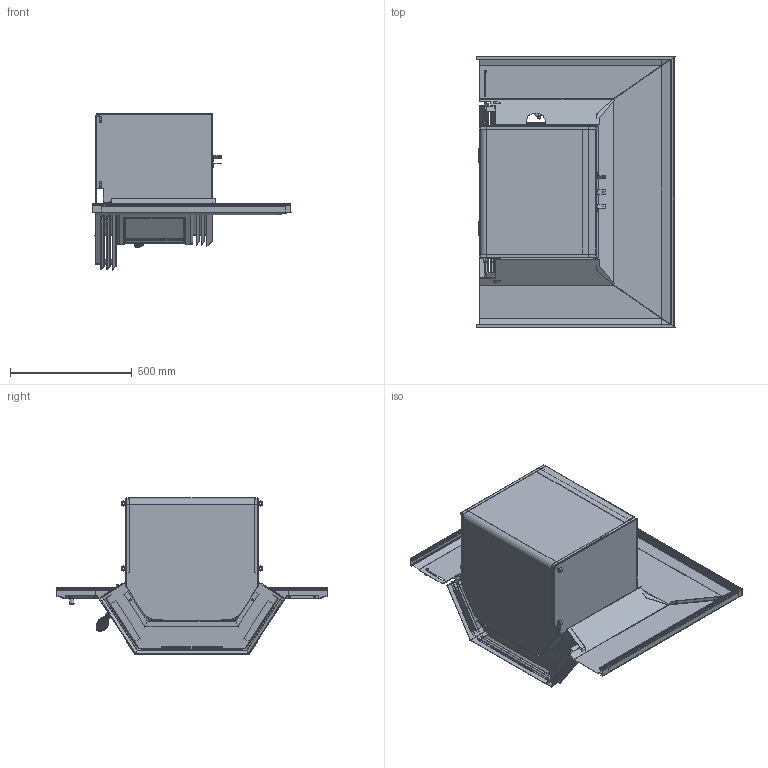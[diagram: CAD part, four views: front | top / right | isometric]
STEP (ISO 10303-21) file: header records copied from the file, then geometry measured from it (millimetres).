
FILE_DESCRIPTION( ( 'Unknown' ), '1' );
FILE_NAME( 'OB01801-CAD.stp', 'Unknown', ( 'Jean-Philippe Alain' ), ( 'SBI' ), 'PSStep 14.0', 'Solid Edge', ' ' );
FILE_SCHEMA( ( 'AUTOMOTIVE_DESIGN { 1 0 10303 214 1 1 1 1 }' ) );
Length unit declared in the file: inch
Products named in the file (51): OA10125; 20009A; 20009B; 20019; SE37150-oa9; PL35104; PL37150; 60009; SE37155; SE37154; SE37100-oa5; PL37100; PL37102; PL37101; PL37101-oa4; 40018-SE37100; SE37122-oa3; PL37122; PL37109; PL37110; 30004; 30004-oa0; 30004-oa1; 30004-oa2; PL37111; OA10020-oa10; PL37135; PL37133; PL37134; SE35021; PL35021; 60009-1; 60009-3; SE37106-oa8; PL37106; PL37104; PL37104-oa6; PL35129; PL35129-oa7; Assem1 ...
Assembly tree (53 placements, depth 4):
  Assem1
    PL34052
    PL34052-oa11
    PL34052-oa12
    PL37107
    30105P
    PL37003
    PL37115
    PL37004
    PL37120
    30102
    PL37153-01
    SE35021  x2
      PL35021
      60009-1
      60009-3
    SE37122-oa3
      PL37122
      PL37109
      PL37110
      30004
      30004-oa0
      30004-oa1
      30004-oa2
      PL37111
    SE37100-oa5
      PL37100
      PL37102
      PL37101
      PL37101-oa4
      40018-SE37100
    SE37106-oa8
      PL37106
      PL37104
      PL37104-oa6
      PL35129
      PL35129-oa7
    SE37150-oa9
      PL35104
      PL37150
      60009  x2
      SE37155
      SE37154  x2
    OA10020-oa10
      PL37135
      PL37133
      PL37134
      OA10125
        20009A
        20009B
        20019
Bounding box: 814.27 x 1117.6 x 644.18 mm (x, y, z)
Surface area: 8117701.5 mm2 (no closed solid volume)
Topology: 0 solids, 1931 shells, 1931 faces, 9620 edges, 9504 vertices
Faces by surface type: plane 1332, cylinder 477, bspline 96, torus 11, cone 11, sphere 4
Full cylindrical faces by diameter (mm): 2.362 x2, 2.487 x1, 2.564 x2, 2.565 x16, 3.251 x2, 3.26 x1, 3.556 x3, 4.722 x2, 4.762 x1, 4.775 x6, 4.902 x1, 5.156 x8, 5.385 x2, 5.41 x2, 5.436 x2, 5.486 x2, 6.005 x1, 6.35 x12, 6.528 x1, 7.137 x4, 9.931 x4, 9.982 x2, 10.16 x1, 10.922 x4, 12.7 x3, 152.4 x1, 159.258 x1
Entity records: 119667 total; most frequent: CARTESIAN_POINT 34111, DIRECTION 14102, ORIENTED_EDGE 9250, EDGE_CURVE 9250, VERTEX_POINT 9250, LINE 6996, VECTOR 6996, AXIS2_PLACEMENT_3D 3553
